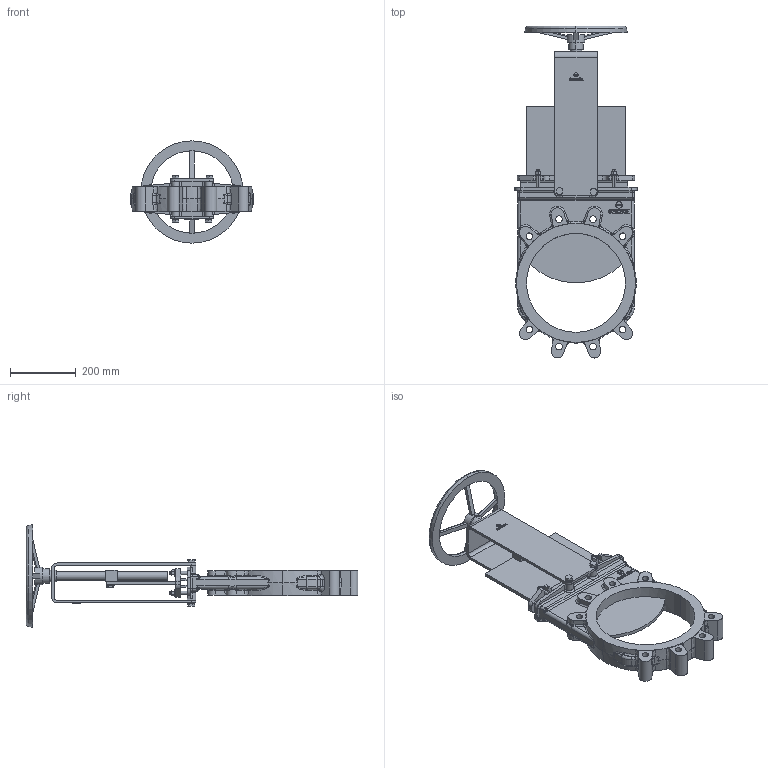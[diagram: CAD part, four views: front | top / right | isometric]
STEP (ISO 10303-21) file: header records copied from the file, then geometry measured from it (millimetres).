
FILE_DESCRIPTION (( 'STEP AP214' ), '1' );
FILE_NAME ('EB DN300_CAST IRON_HANDWHEEL_NRS.STEP', '2012-01-12T10:56:08', ( 'user' ), ( '' ), 'SwSTEP 2.0', 'SolidWorks 2011', '' );
FILE_SCHEMA (( 'AUTOMOTIVE_DESIGN' ));
Length unit declared in the file: millimetre
Products named in the file (1): EB DN300_CAST IRON_HANDWHEEL_NRS
Bounding box: 370 x 1006.14 x 310 mm (x, y, z)
Surface area: 1118579.4 mm2 (no closed solid volume)
Topology: 0 solids, 45 shells, 772 faces, 2682 edges, 1908 vertices
Faces by surface type: plane 306, cylinder 224, bspline 145, torus 48, cone 41, sphere 8
Entity records: 44248 total; most frequent: CARTESIAN_POINT 14274, ORIENTED_EDGE 4319, DIRECTION 4091, EDGE_CURVE 2662, VERTEX_POINT 1908, LINE 1371, VECTOR 1371, AXIS2_PLACEMENT_3D 1360
